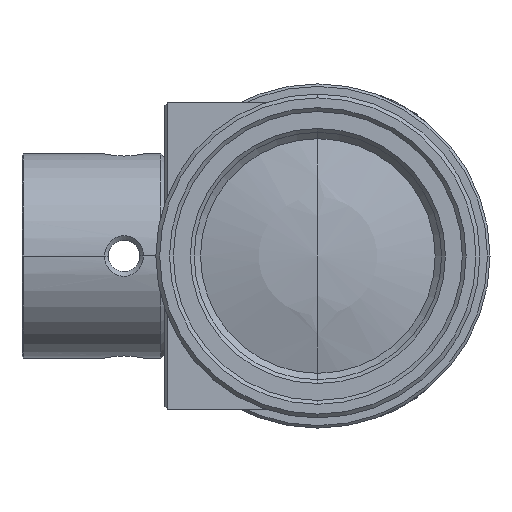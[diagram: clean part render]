
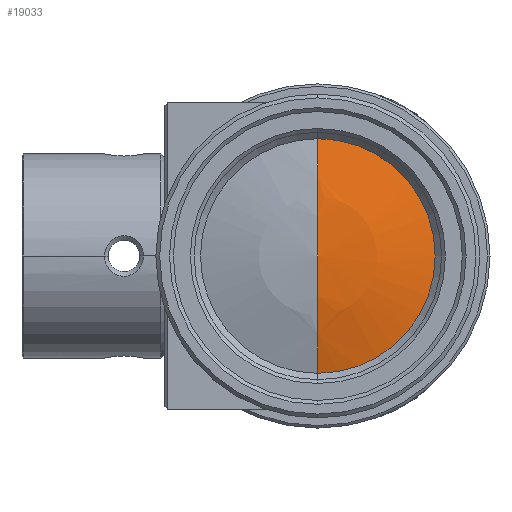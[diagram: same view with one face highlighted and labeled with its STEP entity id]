
A CAD part, left-side view. The second image highlights one B-rep face of the part: STEP entity #19033.
In plain terms, the highlighted spherical face has radius 31.756 mm.
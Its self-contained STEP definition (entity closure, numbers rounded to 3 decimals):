
#19033 = ADVANCED_FACE('',(#19034),#19063,.T.);
#19034 = FACE_BOUND('',#19035,.T.);
#19035 = EDGE_LOOP('',(#19036,#19047,#19056));
#19036 = ORIENTED_EDGE('',*,*,#19037,.F.);
#19037 = EDGE_CURVE('',#19038,#19040,#19042,.T.);
#19038 = VERTEX_POINT('',#19039);
#19039 = CARTESIAN_POINT('',(-14.164,-9.2,0.));
#19040 = VERTEX_POINT('',#19041);
#19041 = CARTESIAN_POINT('',(-15.525,0.,0.));
#19042 = CIRCLE('',#19043,31.756);
#19043 = AXIS2_PLACEMENT_3D('',#19044,#19045,#19046);
#19044 = CARTESIAN_POINT('',(16.231,0.,0.));
#19045 = DIRECTION('',(0.,0.,-1.));
#19046 = DIRECTION('',(-0.957,-0.29,-0.));
#19047 = ORIENTED_EDGE('',*,*,#19048,.F.);
#19048 = EDGE_CURVE('',#19049,#19038,#19051,.T.);
#19049 = VERTEX_POINT('',#19050);
#19050 = CARTESIAN_POINT('',(-14.164,9.2,0.));
#19051 = CIRCLE('',#19052,9.2);
#19052 = AXIS2_PLACEMENT_3D('',#19053,#19054,#19055);
#19053 = CARTESIAN_POINT('',(-14.164,0.,0.));
#19054 = DIRECTION('',(1.,0.,0.));
#19055 = DIRECTION('',(-0.,1.,0.));
#19056 = ORIENTED_EDGE('',*,*,#19057,.T.);
#19057 = EDGE_CURVE('',#19049,#19040,#19058,.T.);
#19058 = CIRCLE('',#19059,31.756);
#19059 = AXIS2_PLACEMENT_3D('',#19060,#19061,#19062);
#19060 = CARTESIAN_POINT('',(16.231,0.,0.));
#19061 = DIRECTION('',(0.,0.,1.));
#19062 = DIRECTION('',(-0.957,0.29,0.));
#19063 = SPHERICAL_SURFACE('',#19064,31.756);
#19064 = AXIS2_PLACEMENT_3D('',#19065,#19066,#19067);
#19065 = CARTESIAN_POINT('',(16.231,0.,0.));
#19066 = DIRECTION('',(1.,0.,0.));
#19067 = DIRECTION('',(0.,-1.,0.));
